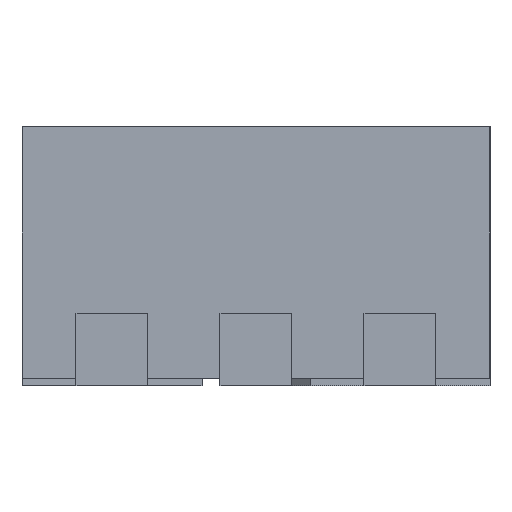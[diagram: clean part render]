
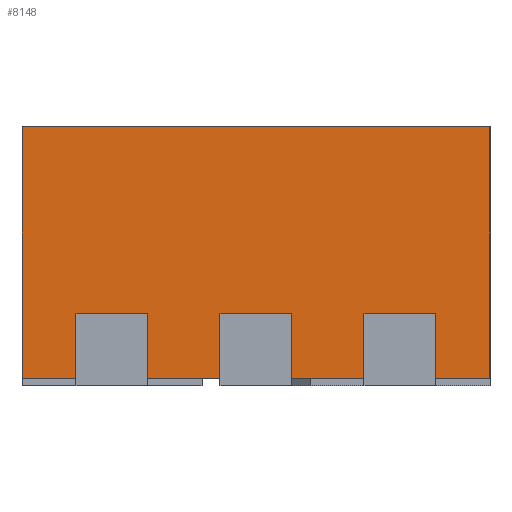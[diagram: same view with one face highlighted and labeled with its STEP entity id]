
A CAD part, left-side view. The second image highlights one B-rep face of the part: STEP entity #8148.
In plain terms, the highlighted planar face has unit normal (-1, 0, 0).
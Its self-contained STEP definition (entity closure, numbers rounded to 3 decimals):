
#5 = VECTOR ( 'NONE', #3347, 1000. ) ;
#400 = DIRECTION ( 'NONE',  ( 0., 1., 0. ) ) ;
#445 = EDGE_CURVE ( 'NONE', #14691, #12873, #8666, .T. ) ;
#564 = LINE ( 'NONE', #5297, #8918 ) ;
#585 = CARTESIAN_POINT ( 'NONE',  ( -0.8, -0.5, -0.52 ) ) ;
#747 = ORIENTED_EDGE ( 'NONE', *, *, #13257, .F. ) ;
#855 = CARTESIAN_POINT ( 'NONE',  ( -0.8, -0.5, -0.7 ) ) ;
#873 = ORIENTED_EDGE ( 'NONE', *, *, #3493, .T. ) ;
#1055 = CARTESIAN_POINT ( 'NONE',  ( -0.8, 0.65, -0.7 ) ) ;
#1466 = CARTESIAN_POINT ( 'NONE',  ( -0.8, -0.65, -0.7 ) ) ;
#1718 = EDGE_CURVE ( 'NONE', #2649, #10479, #14242, .T. ) ;
#1767 = LINE ( 'NONE', #6521, #12508 ) ;
#1866 = CARTESIAN_POINT ( 'NONE',  ( -0.8, -0.3, -0.52 ) ) ;
#1885 = LINE ( 'NONE', #6640, #3435 ) ;
#1972 = EDGE_CURVE ( 'NONE', #4845, #12155, #11211, .T. ) ;
#2060 = CARTESIAN_POINT ( 'NONE',  ( -0.8, 0.1, -0.52 ) ) ;
#2113 = VECTOR ( 'NONE', #8227, 1000. ) ;
#2649 = VERTEX_POINT ( 'NONE', #7948 ) ;
#2752 = DIRECTION ( 'NONE',  ( 0., 0., 1. ) ) ;
#3131 = CARTESIAN_POINT ( 'NONE',  ( -0.8, -0.65, -0.7 ) ) ;
#3293 = FACE_OUTER_BOUND ( 'NONE', #5897, .T. ) ;
#3296 = CARTESIAN_POINT ( 'NONE',  ( -0.8, -0.3, -0.52 ) ) ;
#3347 = DIRECTION ( 'NONE',  ( 0., 0., -1. ) ) ;
#3363 = ORIENTED_EDGE ( 'NONE', *, *, #1718, .T. ) ;
#3406 = EDGE_CURVE ( 'NONE', #12873, #8820, #1885, .T. ) ;
#3421 = AXIS2_PLACEMENT_3D ( 'NONE', #5797, #10540, #15209 ) ;
#3435 = VECTOR ( 'NONE', #11369, 1000. ) ;
#3475 = CARTESIAN_POINT ( 'NONE',  ( -0.8, 0.5, -0.52 ) ) ;
#3493 = EDGE_CURVE ( 'NONE', #7859, #3638, #9274, .T. ) ;
#3540 = CARTESIAN_POINT ( 'NONE',  ( -0.8, -0.65, -0.7 ) ) ;
#3614 = EDGE_CURVE ( 'NONE', #11811, #10022, #564, .T. ) ;
#3633 = CARTESIAN_POINT ( 'NONE',  ( -0.8, -0.1, -0.52 ) ) ;
#3638 = VERTEX_POINT ( 'NONE', #14703 ) ;
#3836 = EDGE_CURVE ( 'NONE', #12155, #12857, #14151, .T. ) ;
#4116 = CARTESIAN_POINT ( 'NONE',  ( -0.8, -0.65, -0.7 ) ) ;
#4402 = VECTOR ( 'NONE', #6207, 1000. ) ;
#4489 = VECTOR ( 'NONE', #400, 1000. ) ;
#4633 = EDGE_CURVE ( 'NONE', #4845, #6932, #12487, .T. ) ;
#4845 = VERTEX_POINT ( 'NONE', #8419 ) ;
#5053 = ORIENTED_EDGE ( 'NONE', *, *, #8919, .F. ) ;
#5297 = CARTESIAN_POINT ( 'NONE',  ( -0.8, 0.1, -0.52 ) ) ;
#5318 = DIRECTION ( 'NONE',  ( 0., 0., -1. ) ) ;
#5456 = VECTOR ( 'NONE', #12064, 1000. ) ;
#5653 = ORIENTED_EDGE ( 'NONE', *, *, #13013, .T. ) ;
#5747 = CARTESIAN_POINT ( 'NONE',  ( -0.8, -0.65, 0. ) ) ;
#5797 = CARTESIAN_POINT ( 'NONE',  ( -0.8, -0.65, -0.7 ) ) ;
#5897 = EDGE_LOOP ( 'NONE', ( #7875, #13904, #10512, #8477, #5653, #7431, #11109, #12912, #5053, #747, #873, #11867, #14287, #6802, #3363, #15259 ) ) ;
#5908 = VECTOR ( 'NONE', #5318, 1000. ) ;
#6081 = CARTESIAN_POINT ( 'NONE',  ( -0.8, -0.1, -0.7 ) ) ;
#6207 = DIRECTION ( 'NONE',  ( 0., -1., 0. ) ) ;
#6293 = LINE ( 'NONE', #11022, #4489 ) ;
#6521 = CARTESIAN_POINT ( 'NONE',  ( -0.8, -0.65, -0.7 ) ) ;
#6621 = DIRECTION ( 'NONE',  ( 0., 1., 0. ) ) ;
#6640 = CARTESIAN_POINT ( 'NONE',  ( -0.8, -0.65, 0. ) ) ;
#6802 = ORIENTED_EDGE ( 'NONE', *, *, #14671, .F. ) ;
#6814 = DIRECTION ( 'NONE',  ( 0., 1., 0. ) ) ;
#6932 = VERTEX_POINT ( 'NONE', #10952 ) ;
#7342 = CARTESIAN_POINT ( 'NONE',  ( -0.8, -0.65, -0.7 ) ) ;
#7431 = ORIENTED_EDGE ( 'NONE', *, *, #3406, .F. ) ;
#7679 = EDGE_CURVE ( 'NONE', #14691, #8807, #12085, .T. ) ;
#7705 = VECTOR ( 'NONE', #6621, 1000. ) ;
#7711 = VERTEX_POINT ( 'NONE', #11080 ) ;
#7859 = VERTEX_POINT ( 'NONE', #10556 ) ;
#7875 = ORIENTED_EDGE ( 'NONE', *, *, #11559, .F. ) ;
#7948 = CARTESIAN_POINT ( 'NONE',  ( -0.8, -0.1, -0.52 ) ) ;
#8051 = PLANE ( 'NONE',  #3421 ) ;
#8054 = DIRECTION ( 'NONE',  ( 0., 0., -1. ) ) ;
#8148 = ADVANCED_FACE ( 'NONE', ( #3293 ), #8051, .T. ) ;
#8227 = DIRECTION ( 'NONE',  ( 0., 0., -1. ) ) ;
#8283 = DIRECTION ( 'NONE',  ( 0., -1., 0. ) ) ;
#8382 = DIRECTION ( 'NONE',  ( 0., 0., -1. ) ) ;
#8419 = CARTESIAN_POINT ( 'NONE',  ( -0.8, -0.5, -0.52 ) ) ;
#8437 = VECTOR ( 'NONE', #8872, 1000. ) ;
#8477 = ORIENTED_EDGE ( 'NONE', *, *, #3836, .T. ) ;
#8666 = LINE ( 'NONE', #13372, #11553 ) ;
#8807 = VERTEX_POINT ( 'NONE', #11573 ) ;
#8820 = VERTEX_POINT ( 'NONE', #5747 ) ;
#8872 = DIRECTION ( 'NONE',  ( 0., 0., 1. ) ) ;
#8918 = VECTOR ( 'NONE', #10035, 1000. ) ;
#8919 = EDGE_CURVE ( 'NONE', #7711, #8807, #14090, .T. ) ;
#9196 = EDGE_CURVE ( 'NONE', #10479, #14220, #1767, .T. ) ;
#9274 = LINE ( 'NONE', #13959, #5 ) ;
#10022 = VERTEX_POINT ( 'NONE', #13533 ) ;
#10035 = DIRECTION ( 'NONE',  ( 0., 0., -1. ) ) ;
#10130 = CARTESIAN_POINT ( 'NONE',  ( -0.8, 0.1, -0.52 ) ) ;
#10479 = VERTEX_POINT ( 'NONE', #6081 ) ;
#10512 = ORIENTED_EDGE ( 'NONE', *, *, #1972, .T. ) ;
#10540 = DIRECTION ( 'NONE',  ( -1., 0., 0. ) ) ;
#10556 = CARTESIAN_POINT ( 'NONE',  ( -0.8, 0.3, -0.52 ) ) ;
#10952 = CARTESIAN_POINT ( 'NONE',  ( -0.8, -0.3, -0.52 ) ) ;
#11022 = CARTESIAN_POINT ( 'NONE',  ( -0.8, 0.5, -0.52 ) ) ;
#11080 = CARTESIAN_POINT ( 'NONE',  ( -0.8, 0.5, -0.52 ) ) ;
#11109 = ORIENTED_EDGE ( 'NONE', *, *, #445, .F. ) ;
#11211 = LINE ( 'NONE', #585, #5908 ) ;
#11245 = DIRECTION ( 'NONE',  ( 0., -1., 0. ) ) ;
#11355 = VECTOR ( 'NONE', #8382, 1000. ) ;
#11369 = DIRECTION ( 'NONE',  ( 0., -1., 0. ) ) ;
#11494 = CARTESIAN_POINT ( 'NONE',  ( -0.8, -0.3, -0.7 ) ) ;
#11553 = VECTOR ( 'NONE', #2752, 1000. ) ;
#11559 = EDGE_CURVE ( 'NONE', #6932, #14220, #13913, .T. ) ;
#11573 = CARTESIAN_POINT ( 'NONE',  ( -0.8, 0.5, -0.7 ) ) ;
#11811 = VERTEX_POINT ( 'NONE', #10130 ) ;
#11867 = ORIENTED_EDGE ( 'NONE', *, *, #14545, .T. ) ;
#12064 = DIRECTION ( 'NONE',  ( 0., -1., 0. ) ) ;
#12085 = LINE ( 'NONE', #1466, #4402 ) ;
#12155 = VERTEX_POINT ( 'NONE', #855 ) ;
#12487 = LINE ( 'NONE', #1866, #7705 ) ;
#12508 = VECTOR ( 'NONE', #11245, 1000. ) ;
#12676 = LINE ( 'NONE', #2060, #13114 ) ;
#12857 = VERTEX_POINT ( 'NONE', #3131 ) ;
#12873 = VERTEX_POINT ( 'NONE', #15195 ) ;
#12912 = ORIENTED_EDGE ( 'NONE', *, *, #7679, .T. ) ;
#13013 = EDGE_CURVE ( 'NONE', #12857, #8820, #14713, .T. ) ;
#13114 = VECTOR ( 'NONE', #6814, 1000. ) ;
#13257 = EDGE_CURVE ( 'NONE', #7859, #7711, #6293, .T. ) ;
#13372 = CARTESIAN_POINT ( 'NONE',  ( -0.8, 0.65, -0.7 ) ) ;
#13415 = VECTOR ( 'NONE', #8054, 1000. ) ;
#13533 = CARTESIAN_POINT ( 'NONE',  ( -0.8, 0.1, -0.7 ) ) ;
#13904 = ORIENTED_EDGE ( 'NONE', *, *, #4633, .F. ) ;
#13913 = LINE ( 'NONE', #3296, #13415 ) ;
#13959 = CARTESIAN_POINT ( 'NONE',  ( -0.8, 0.3, -0.52 ) ) ;
#14090 = LINE ( 'NONE', #3475, #2113 ) ;
#14151 = LINE ( 'NONE', #3540, #14564 ) ;
#14220 = VERTEX_POINT ( 'NONE', #11494 ) ;
#14242 = LINE ( 'NONE', #3633, #11355 ) ;
#14287 = ORIENTED_EDGE ( 'NONE', *, *, #3614, .F. ) ;
#14368 = LINE ( 'NONE', #7342, #5456 ) ;
#14545 = EDGE_CURVE ( 'NONE', #3638, #10022, #14368, .T. ) ;
#14564 = VECTOR ( 'NONE', #8283, 1000. ) ;
#14671 = EDGE_CURVE ( 'NONE', #2649, #11811, #12676, .T. ) ;
#14691 = VERTEX_POINT ( 'NONE', #1055 ) ;
#14703 = CARTESIAN_POINT ( 'NONE',  ( -0.8, 0.3, -0.7 ) ) ;
#14713 = LINE ( 'NONE', #4116, #8437 ) ;
#15195 = CARTESIAN_POINT ( 'NONE',  ( -0.8, 0.65, 0. ) ) ;
#15209 = DIRECTION ( 'NONE',  ( 0., 0., 1. ) ) ;
#15259 = ORIENTED_EDGE ( 'NONE', *, *, #9196, .T. ) ;
